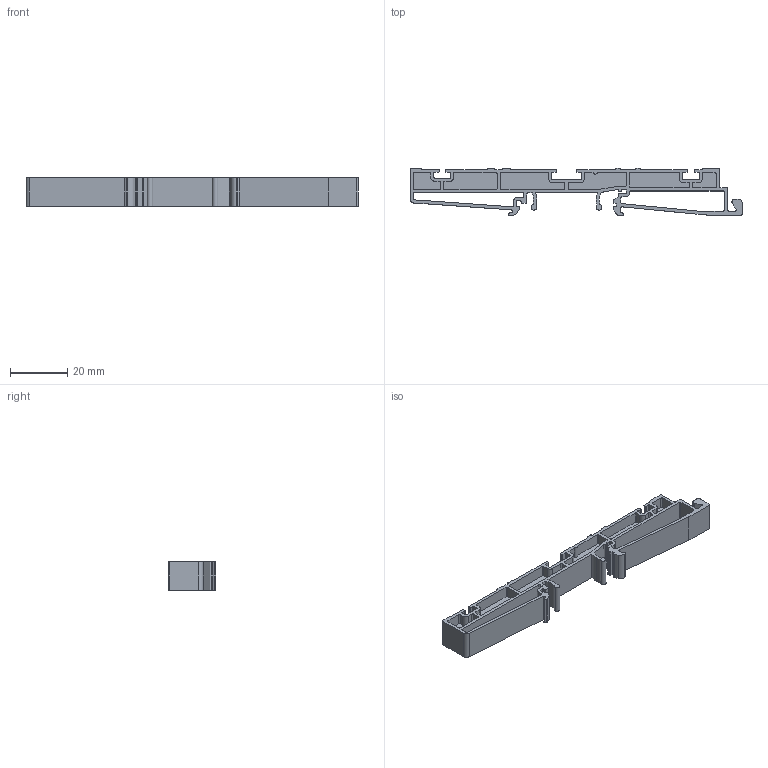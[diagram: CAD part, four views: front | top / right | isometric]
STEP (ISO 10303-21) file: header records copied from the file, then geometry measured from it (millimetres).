
FILE_DESCRIPTION (( 'STEP AP203' ), '1' );
FILE_NAME ('KART YUVASI SERISI - 108 MM PROFIL - AYAK.STEP', '2018-11-02T13:02:45', ( 'user' ), ( '' ), 'SwSTEP 2.0', 'SolidWorks 2016', '' );
FILE_SCHEMA (( 'CONFIG_CONTROL_DESIGN' ));
Length unit declared in the file: millimetre
Products named in the file (1): KART YUVASI SERISI - 108 MM PROFIL - AYAK
Bounding box: 116.1 x 16.51 x 10 mm (x, y, z)
Volume: 5775.7 mm3; surface area: 9416.4 mm2
Topology: 1 solids, 1 shells, 363 faces, 1047 edges, 698 vertices
Faces by surface type: plane 182, cylinder 181
Entity records: 12108 total; most frequent: DIRECTION 2137, CARTESIAN_POINT 2109, ORIENTED_EDGE 2094, EDGE_CURVE 1047, AXIS2_PLACEMENT_3D 726, VERTEX_POINT 698, LINE 685, VECTOR 685
